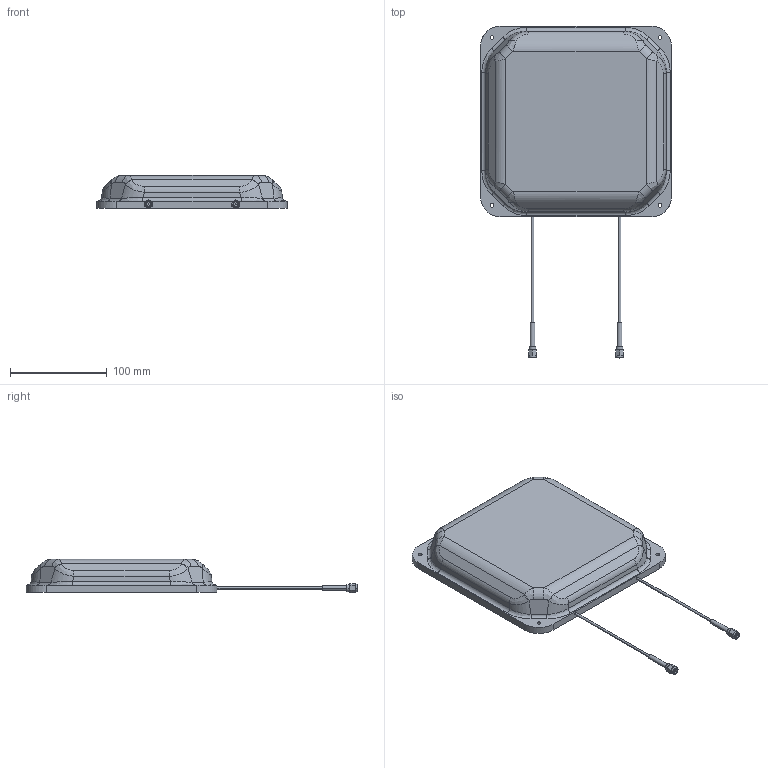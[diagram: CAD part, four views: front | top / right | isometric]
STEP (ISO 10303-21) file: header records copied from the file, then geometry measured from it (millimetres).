
FILE_DESCRIPTION(('CATIA V5 STEP Exchange','CAx-IF Rec.Pracs.--- Model Styling and Organization---1.4--- 2014-01-23'),'2;1');
FILE_NAME ('D1488369_0_2788080000_S3D_IE_ANT_WL_DB_MIMO_PD_RPSMAM.stp','2021-06-02T12:24:52+00:00',('none'),('Weidmueller'),'CATIA Version 5-6 Release 2016 SP3 HF44','CATIA V5 STEP AP214','none');
FILE_SCHEMA(('AUTOMOTIVE_DESIGN { 1 0 10303 214 1 1 1 1 }'));
Length unit declared in the file: millimetre
Products named in the file (1): S3D_IE_ANT_WL_DB_MIMO_PD_RPSMAM
Bounding box: 197.51 x 343.34 x 34.32 mm (x, y, z)
Volume: 1098434.9 mm3; surface area: 97985.4 mm2
Topology: 5 solids, 5 shells, 161 faces, 380 edges, 244 vertices
Faces by surface type: cylinder 80, plane 53, bspline 24, extrusion 4
Entity records: 6340 total; most frequent: CARTESIAN_POINT 2768, ORIENTED_EDGE 760, DIRECTION 516, EDGE_CURVE 380, VERTEX_POINT 244, AXIS2_PLACEMENT_3D 235, EDGE_LOOP 188, VECTOR 166
